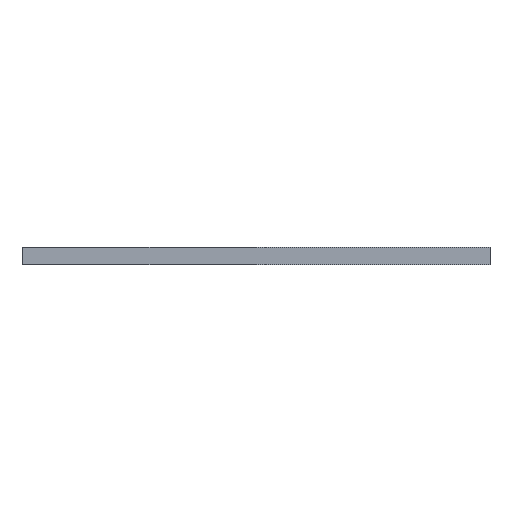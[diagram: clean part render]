
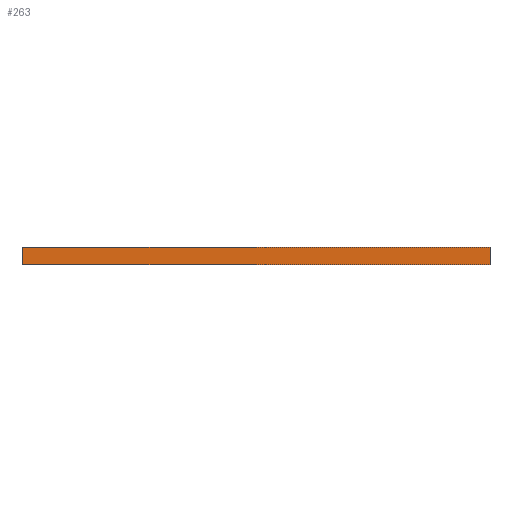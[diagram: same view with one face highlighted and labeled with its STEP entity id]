
A CAD part, left-side view. The second image highlights one B-rep face of the part: STEP entity #263.
In plain terms, the highlighted planar face has unit normal (-1, 0, 0).
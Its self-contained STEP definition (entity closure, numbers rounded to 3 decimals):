
#136 = LINE ( 'NONE', #7163, #5128 ) ;
#263 = ADVANCED_FACE ( 'NONE', ( #5514 ), #1570, .T. ) ;
#451 = DIRECTION ( 'NONE',  ( 0., 0., -1. ) ) ;
#643 = LINE ( 'NONE', #7248, #1993 ) ;
#879 = CARTESIAN_POINT ( 'NONE',  ( -22.4, -22.875, 0.85 ) ) ;
#920 = DIRECTION ( 'NONE',  ( 0., 1., 0. ) ) ;
#1213 = CARTESIAN_POINT ( 'NONE',  ( -22.4, 22.875, -0.85 ) ) ;
#1511 = DIRECTION ( 'NONE',  ( 0., 0., -1. ) ) ;
#1553 = DIRECTION ( 'NONE',  ( 0., 1., 0. ) ) ;
#1570 = PLANE ( 'NONE',  #5042 ) ;
#1599 = EDGE_CURVE ( 'NONE', #3093, #4150, #643, .T. ) ;
#1630 = ORIENTED_EDGE ( 'NONE', *, *, #6382, .F. ) ;
#1993 = VECTOR ( 'NONE', #451, 1000. ) ;
#2010 = VECTOR ( 'NONE', #920, 1000. ) ;
#2277 = ORIENTED_EDGE ( 'NONE', *, *, #1599, .F. ) ;
#2678 = DIRECTION ( 'NONE',  ( 0., 0., 1. ) ) ;
#3060 = LINE ( 'NONE', #3819, #5611 ) ;
#3093 = VERTEX_POINT ( 'NONE', #879 ) ;
#3156 = EDGE_LOOP ( 'NONE', ( #1630, #2277, #5312, #6177 ) ) ;
#3177 = CARTESIAN_POINT ( 'NONE',  ( -22.4, -22.875, 0.85 ) ) ;
#3819 = CARTESIAN_POINT ( 'NONE',  ( -22.4, -22.875, -0.85 ) ) ;
#4150 = VERTEX_POINT ( 'NONE', #4797 ) ;
#4466 = EDGE_CURVE ( 'NONE', #3093, #5933, #6723, .T. ) ;
#4797 = CARTESIAN_POINT ( 'NONE',  ( -22.4, -22.875, -0.85 ) ) ;
#5042 = AXIS2_PLACEMENT_3D ( 'NONE', #7274, #5492, #2678 ) ;
#5128 = VECTOR ( 'NONE', #1511, 1000. ) ;
#5290 = VERTEX_POINT ( 'NONE', #1213 ) ;
#5312 = ORIENTED_EDGE ( 'NONE', *, *, #4466, .T. ) ;
#5492 = DIRECTION ( 'NONE',  ( -1., 0., 0. ) ) ;
#5514 = FACE_OUTER_BOUND ( 'NONE', #3156, .T. ) ;
#5611 = VECTOR ( 'NONE', #1553, 1000. ) ;
#5822 = CARTESIAN_POINT ( 'NONE',  ( -22.4, 22.875, 0.85 ) ) ;
#5933 = VERTEX_POINT ( 'NONE', #5822 ) ;
#6177 = ORIENTED_EDGE ( 'NONE', *, *, #6852, .T. ) ;
#6382 = EDGE_CURVE ( 'NONE', #4150, #5290, #3060, .T. ) ;
#6723 = LINE ( 'NONE', #3177, #2010 ) ;
#6852 = EDGE_CURVE ( 'NONE', #5933, #5290, #136, .T. ) ;
#7163 = CARTESIAN_POINT ( 'NONE',  ( -22.4, 22.875, 0.85 ) ) ;
#7248 = CARTESIAN_POINT ( 'NONE',  ( -22.4, -22.875, 0.85 ) ) ;
#7274 = CARTESIAN_POINT ( 'NONE',  ( -22.4, -22.875, 0.85 ) ) ;
